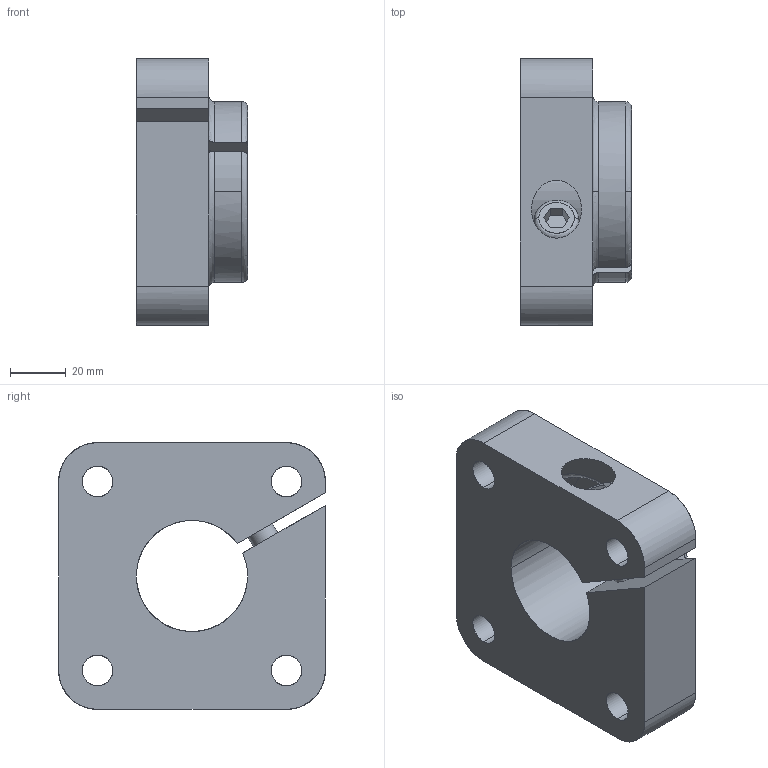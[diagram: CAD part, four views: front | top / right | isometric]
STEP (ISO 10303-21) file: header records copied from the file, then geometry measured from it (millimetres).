
FILE_DESCRIPTION ((), '1');
FILE_NAME ('FH56-040.stp', '2019-01-17T15:16:11', ('Unknown'), ('Unknown'), 'HarmonyWare STEP v2.0.5', 'Vectorworks', '');
FILE_SCHEMA (('CONFIG_CONTROL_DESIGN'));
Length unit declared in the file: millimetre
Products named in the file (50): NONE
Assembly tree (49 placements, depth 2):
  NONE
    NONE
    NONE
    NONE
    NONE
    NONE
    NONE
    NONE
    NONE
    NONE
    NONE
    NONE
    NONE
    NONE
    NONE
    NONE
    NONE
    NONE
    NONE
    NONE
    NONE
    NONE
    NONE
    NONE
    NONE
    NONE
    NONE
    NONE
    NONE
    NONE
    NONE
    NONE
    NONE
    NONE
    NONE
    NONE
    NONE
    NONE
    NONE
    NONE
    NONE
    NONE
    NONE
    NONE
    NONE
    NONE
    NONE
    NONE
    NONE
    NONE
Bounding box: 40 x 96 x 96 mm (x, y, z)
Surface area: 37438.2 mm2 (no closed solid volume)
Topology: 0 solids, 49 shells, 49 faces, 257 edges, 257 vertices
Faces by surface type: bspline 49
Entity records: 11570 total; most frequent: CARTESIAN_POINT 3961, PERSON 498, ORGANIZATION 498, PERSON_AND_ORGANIZATION 498, CALENDAR_DATE 348, COORDINATED_UNIVERSAL_TIME_OFFSET 348, LOCAL_TIME 348, DATE_AND_TIME 348
